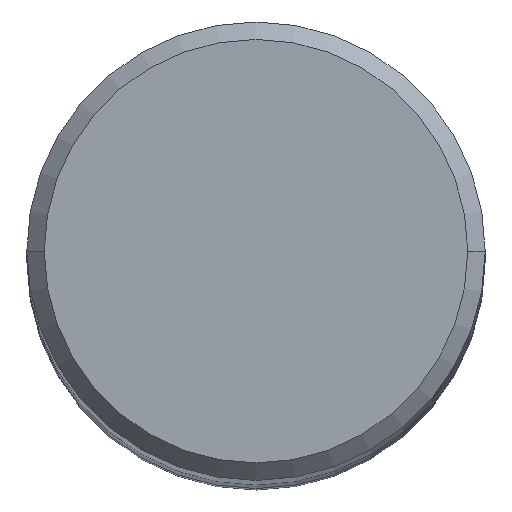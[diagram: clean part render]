
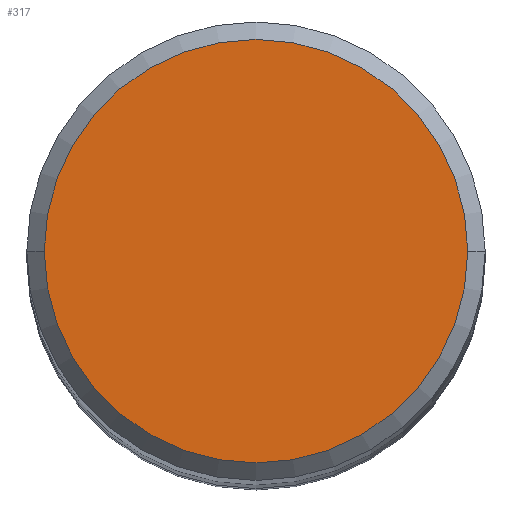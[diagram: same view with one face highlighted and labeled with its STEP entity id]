
A CAD part, top view. The second image highlights one B-rep face of the part: STEP entity #317.
In plain terms, the highlighted planar face has unit normal (0, 0, 1).
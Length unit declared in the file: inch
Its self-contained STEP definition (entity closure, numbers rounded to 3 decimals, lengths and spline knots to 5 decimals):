
#5 = CARTESIAN_POINT ( 'NONE',  ( 0., 0., 4.72441 ) ) ;
#25 = AXIS2_PLACEMENT_3D ( 'NONE', #5, #211, #243 ) ;
#28 = ORIENTED_EDGE ( 'NONE', *, *, #92, .T. ) ;
#47 = CARTESIAN_POINT ( 'NONE',  ( 0.18185, 0., 4.72441 ) ) ;
#63 = VERTEX_POINT ( 'NONE', #72 ) ;
#72 = CARTESIAN_POINT ( 'NONE',  ( -0.18185, 0., 4.72441 ) ) ;
#78 = DIRECTION ( 'NONE',  ( 1., 0., 0. ) ) ;
#80 = CARTESIAN_POINT ( 'NONE',  ( 0., 0., 4.72441 ) ) ;
#92 = EDGE_CURVE ( 'NONE', #63, #296, #325, .T. ) ;
#93 = AXIS2_PLACEMENT_3D ( 'NONE', #80, #311, #276 ) ;
#134 = PLANE ( 'NONE',  #93 ) ;
#150 = ORIENTED_EDGE ( 'NONE', *, *, #333, .T. ) ;
#211 = DIRECTION ( 'NONE',  ( 0., 0., 1. ) ) ;
#221 = DIRECTION ( 'NONE',  ( 0., 0., 1. ) ) ;
#243 = DIRECTION ( 'NONE',  ( 1., 0., 0. ) ) ;
#254 = FACE_OUTER_BOUND ( 'NONE', #294, .T. ) ;
#276 = DIRECTION ( 'NONE',  ( 1., 0., 0. ) ) ;
#294 = EDGE_LOOP ( 'NONE', ( #28, #150 ) ) ;
#296 = VERTEX_POINT ( 'NONE', #47 ) ;
#311 = DIRECTION ( 'NONE',  ( 0., 0., 1. ) ) ;
#317 = ADVANCED_FACE ( 'NONE', ( #254 ), #134, .T. ) ;
#319 = AXIS2_PLACEMENT_3D ( 'NONE', #337, #221, #78 ) ;
#325 = CIRCLE ( 'NONE', #25, 0.18185 ) ;
#333 = EDGE_CURVE ( 'NONE', #296, #63, #356, .T. ) ;
#337 = CARTESIAN_POINT ( 'NONE',  ( 0., 0., 4.72441 ) ) ;
#356 = CIRCLE ( 'NONE', #319, 0.18185 ) ;
